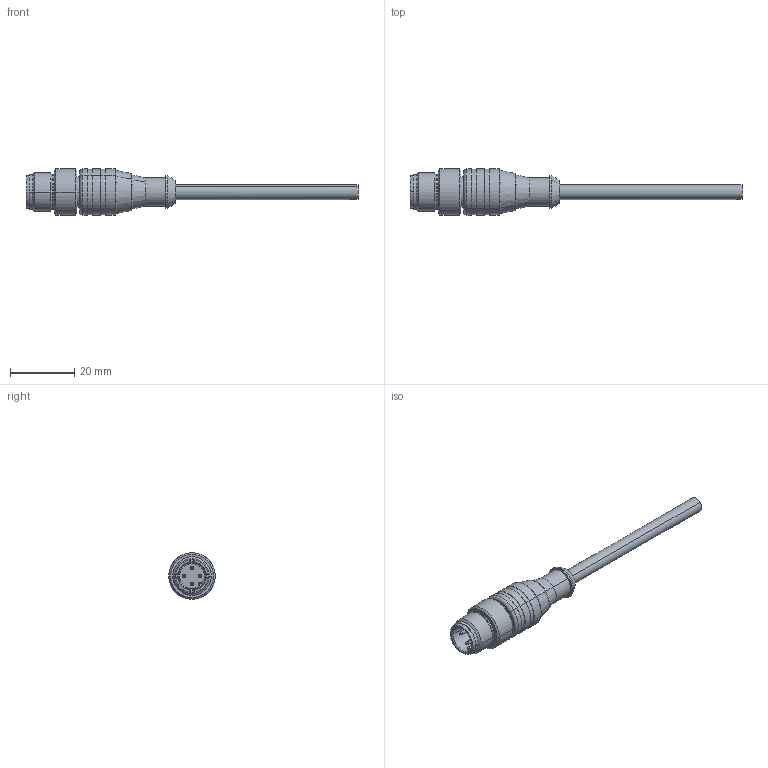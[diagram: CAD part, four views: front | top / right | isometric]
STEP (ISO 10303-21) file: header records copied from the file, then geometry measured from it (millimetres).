
FILE_DESCRIPTION(('STEP AP242'),'1');
FILE_NAME('connector_xzcp1541l2.stp','2021-04-12T08:20:20',('TraceParts'),('TraceParts S.A.'),'Spatial InterOp 3D',' ',' ');
FILE_SCHEMA(('AP242_MANAGED_MODEL_BASED_3D_ENGINEERING_MIM_LF {1 0 10303 442 1 1 4}'));
Length unit declared in the file: millimetre
Products named in the file (1): connector_xzcp1541l2
Bounding box: 103.65 x 14.5 x 14.5 mm (x, y, z)
Volume: 6015 mm3; surface area: 3425.6 mm2
Topology: 1 solids, 1 shells, 126 faces, 290 edges, 181 vertices
Faces by surface type: cylinder 50, cone 30, plane 24, torus 13, bspline 7, revolution 2
Entity records: 5010 total; most frequent: CARTESIAN_POINT 1057, DIRECTION 669, ORIENTED_EDGE 580, EDGE_CURVE 290, AXIS2_PLACEMENT_3D 280, VERTEX_POINT 181, CIRCLE 162, EDGE_LOOP 141
